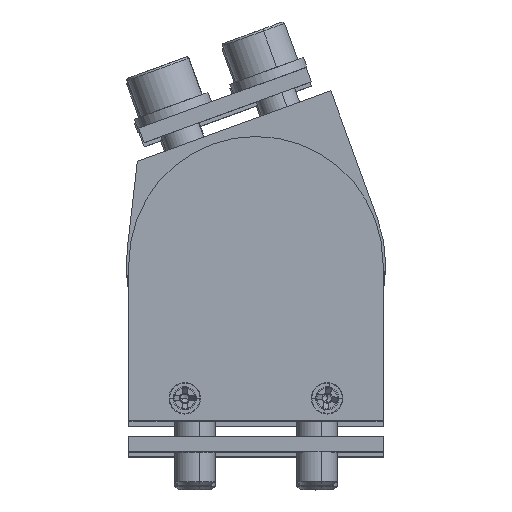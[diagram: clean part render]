
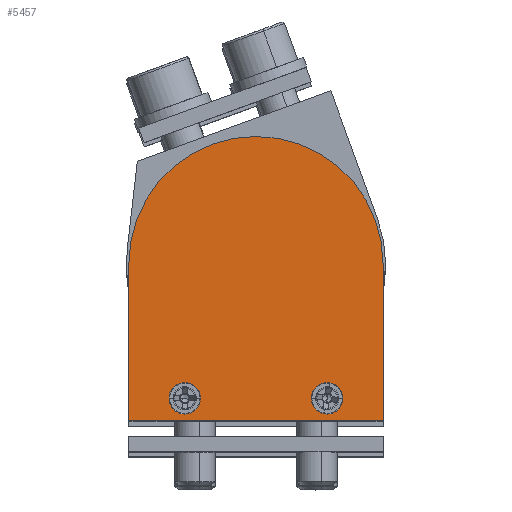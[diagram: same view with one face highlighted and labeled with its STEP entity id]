
A CAD part, top view. The second image highlights one B-rep face of the part: STEP entity #5457.
In plain terms, the highlighted face is planar.
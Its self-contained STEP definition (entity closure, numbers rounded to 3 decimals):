
#5322 = VERTEX_POINT ( 'NONE', #9740 ) ;
#5343 = VERTEX_POINT ( 'NONE', #9755 ) ;
#5345 = VERTEX_POINT ( 'NONE', #9749 ) ;
#5350 = VERTEX_POINT ( 'NONE', #9804 ) ;
#5353 = EDGE_CURVE ( 'NONE', #5322, #5369, #9800, .T. ) ;
#5369 = VERTEX_POINT ( 'NONE', #9818 ) ;
#5373 = VERTEX_POINT ( 'NONE', #9810 ) ;
#5380 = EDGE_CURVE ( 'NONE', #5373, #5392, #9822, .T. ) ;
#5392 = VERTEX_POINT ( 'NONE', #9853 ) ;
#5398 = EDGE_CURVE ( 'NONE', #5345, #5343, #9860, .T. ) ;
#5408 = EDGE_CURVE ( 'NONE', #5350, #5373, #9880, .T. ) ;
#5413 = EDGE_CURVE ( 'NONE', #5439, #5350, #9918, .T. ) ;
#5426 = EDGE_CURVE ( 'NONE', #5392, #5439, #9958, .T. ) ;
#5439 = VERTEX_POINT ( 'NONE', #9932 ) ;
#5456 = ORIENTED_EDGE ( 'NONE', *, *, #5380, .F. ) ;
#5457 = ADVANCED_FACE ( 'NONE', ( #10021, #10025, #10024 ), #10023, .F. ) ;
#5458 = ORIENTED_EDGE ( 'NONE', *, *, #5353, .F. ) ;
#5459 = ORIENTED_EDGE ( 'NONE', *, *, #5461, .F. ) ;
#5460 = EDGE_LOOP ( 'NONE', ( #5462, #5466, #5515, #5456 ) ) ;
#5461 = EDGE_CURVE ( 'NONE', #5369, #5322, #10018, .T. ) ;
#5462 = ORIENTED_EDGE ( 'NONE', *, *, #5408, .F. ) ;
#5463 = EDGE_CURVE ( 'NONE', #5343, #5345, #10006, .T. ) ;
#5464 = EDGE_LOOP ( 'NONE', ( #5481, #5511 ) ) ;
#5466 = ORIENTED_EDGE ( 'NONE', *, *, #5413, .F. ) ;
#5471 = EDGE_LOOP ( 'NONE', ( #5459, #5458 ) ) ;
#5481 = ORIENTED_EDGE ( 'NONE', *, *, #5463, .F. ) ;
#5511 = ORIENTED_EDGE ( 'NONE', *, *, #5398, .F. ) ;
#5515 = ORIENTED_EDGE ( 'NONE', *, *, #5426, .F. ) ;
#9740 = CARTESIAN_POINT ( 'NONE',  ( 17.1, -26.5, 0. ) ) ;
#9749 = CARTESIAN_POINT ( 'NONE',  ( -10.9, -26.5, 0. ) ) ;
#9755 = CARTESIAN_POINT ( 'NONE',  ( -17.1, -26.5, 0. ) ) ;
#9794 = DIRECTION ( 'NONE',  ( -1., 0., 0. ) ) ;
#9795 = DIRECTION ( 'NONE',  ( 0., 0., -1. ) ) ;
#9796 = CARTESIAN_POINT ( 'NONE',  ( 14., -26.5, 0. ) ) ;
#9797 = AXIS2_PLACEMENT_3D ( 'NONE', #9796, #9795, #9794 ) ;
#9800 = CIRCLE ( 'NONE', #9797, 3.1 ) ;
#9804 = CARTESIAN_POINT ( 'NONE',  ( 25., 0., 0. ) ) ;
#9810 = CARTESIAN_POINT ( 'NONE',  ( -25., 0., 0. ) ) ;
#9818 = CARTESIAN_POINT ( 'NONE',  ( 10.9, -26.5, 0. ) ) ;
#9822 = LINE ( 'NONE', #9863, #9862 ) ;
#9839 = CARTESIAN_POINT ( 'NONE',  ( -14., -26.5, 0. ) ) ;
#9853 = CARTESIAN_POINT ( 'NONE',  ( -25., -30.8, 0. ) ) ;
#9860 = CIRCLE ( 'NONE', #9893, 3.1 ) ;
#9861 = DIRECTION ( 'NONE',  ( 0., -1., 0. ) ) ;
#9862 = VECTOR ( 'NONE', #9861, 1000. ) ;
#9863 = CARTESIAN_POINT ( 'NONE',  ( -25., -30.8, 0. ) ) ;
#9878 = DIRECTION ( 'NONE',  ( -1., 0., 0. ) ) ;
#9879 = DIRECTION ( 'NONE',  ( 0., 0., -1. ) ) ;
#9880 = CIRCLE ( 'NONE', #9883, 25. ) ;
#9883 = AXIS2_PLACEMENT_3D ( 'NONE', #9929, #9920, #9919 ) ;
#9893 = AXIS2_PLACEMENT_3D ( 'NONE', #9839, #9879, #9878 ) ;
#9912 = DIRECTION ( 'NONE',  ( 0., 1., 0. ) ) ;
#9913 = VECTOR ( 'NONE', #9912, 1000. ) ;
#9917 = CARTESIAN_POINT ( 'NONE',  ( 25., 0., 0. ) ) ;
#9918 = LINE ( 'NONE', #9917, #9913 ) ;
#9919 = DIRECTION ( 'NONE',  ( 1., 0., 0. ) ) ;
#9920 = DIRECTION ( 'NONE',  ( 0., 0., 1. ) ) ;
#9929 = CARTESIAN_POINT ( 'NONE',  ( 0., 0., 0. ) ) ;
#9932 = CARTESIAN_POINT ( 'NONE',  ( 25., -30.8, 0. ) ) ;
#9954 = DIRECTION ( 'NONE',  ( 1., 0., 0. ) ) ;
#9955 = VECTOR ( 'NONE', #9954, 1000. ) ;
#9956 = CARTESIAN_POINT ( 'NONE',  ( 25., -30.8, 0. ) ) ;
#9958 = LINE ( 'NONE', #9956, #9955 ) ;
#9969 = CARTESIAN_POINT ( 'NONE',  ( 14., -26.5, 0. ) ) ;
#9971 = AXIS2_PLACEMENT_3D ( 'NONE', #10026, #10013, #10012 ) ;
#10004 = DIRECTION ( 'NONE',  ( -1., 0., 0. ) ) ;
#10005 = AXIS2_PLACEMENT_3D ( 'NONE', #10011, #10015, #10004 ) ;
#10006 = CIRCLE ( 'NONE', #10005, 3.1 ) ;
#10009 = DIRECTION ( 'NONE',  ( -1., 0., 0. ) ) ;
#10010 = DIRECTION ( 'NONE',  ( 0., 0., -1. ) ) ;
#10011 = CARTESIAN_POINT ( 'NONE',  ( -14., -26.5, 0. ) ) ;
#10012 = DIRECTION ( 'NONE',  ( 1., 0., 0. ) ) ;
#10013 = DIRECTION ( 'NONE',  ( 0., 0., 1. ) ) ;
#10014 = AXIS2_PLACEMENT_3D ( 'NONE', #9969, #10010, #10009 ) ;
#10015 = DIRECTION ( 'NONE',  ( 0., 0., -1. ) ) ;
#10018 = CIRCLE ( 'NONE', #10014, 3.1 ) ;
#10021 = FACE_BOUND ( 'NONE', #5471, .T. ) ;
#10023 = PLANE ( 'NONE',  #9971 ) ;
#10024 = FACE_OUTER_BOUND ( 'NONE', #5460, .T. ) ;
#10025 = FACE_BOUND ( 'NONE', #5464, .T. ) ;
#10026 = CARTESIAN_POINT ( 'NONE',  ( 0., 0., 0. ) ) ;
